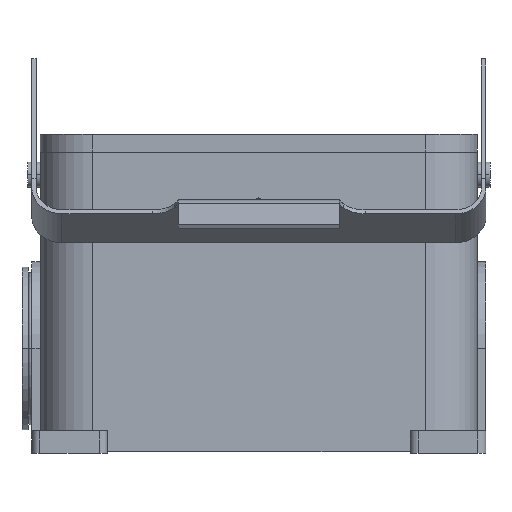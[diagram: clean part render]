
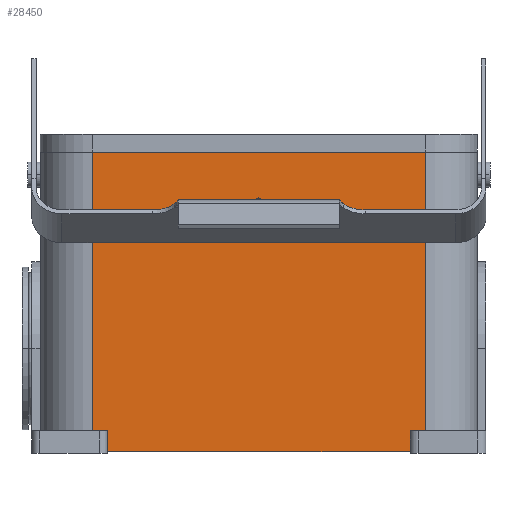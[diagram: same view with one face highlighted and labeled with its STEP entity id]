
A CAD part, front view. The second image highlights one B-rep face of the part: STEP entity #28450.
In plain terms, the highlighted planar face has unit normal (0, -1, 0).
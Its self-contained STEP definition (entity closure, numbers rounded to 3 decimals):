
#17210=CARTESIAN_POINT('',(51.75,-45.5,34.7));
#17220=VERTEX_POINT('',#17210);
#17250=CARTESIAN_POINT('',(-51.75,-45.5,34.7));
#17260=DIRECTION('',(1.,0.,0.));
#17270=VECTOR('',#17260,1.);
#17280=LINE('',#17250,#17270);
#17290=CARTESIAN_POINT('',(-51.75,-45.5,34.7));
#17300=VERTEX_POINT('',#17290);
#17310=EDGE_CURVE('',#17300,#17220,#17280,.T.);
#20950=CARTESIAN_POINT('',(-51.75,-45.5,-51.8));
#20960=VERTEX_POINT('',#20950);
#20990=CARTESIAN_POINT('',(0.,-45.5,-51.8));
#21000=DIRECTION('',(1.,0.,0.));
#21010=VECTOR('',#21000,1.);
#21020=LINE('',#20990,#21010);
#21030=CARTESIAN_POINT('',(-47.,-45.5,-51.8));
#21040=VERTEX_POINT('',#21030);
#21050=EDGE_CURVE('',#20960,#21040,#21020,.T.);
#26400=CARTESIAN_POINT('',(-47.,-45.5,0.)
);
#26410=DIRECTION('',(0.,0.,1.));
#26420=VECTOR('',#26410,1.);
#26430=LINE('',#26400,#26420);
#26440=CARTESIAN_POINT('',(-47.,-45.5,-58.3));
#26450=VERTEX_POINT('',#26440);
#26460=EDGE_CURVE('',#26450,#21040,#26430,.T.);
#27650=CARTESIAN_POINT('',(51.75,-45.5,2.));
#27660=DIRECTION('',(0.,-1.,0.));
#27670=DIRECTION('',(0.,0.,-1.));
#27680=AXIS2_PLACEMENT_3D('',#27650,#27660,#27670);
#27690=PLANE('',#27680);
#27700=CARTESIAN_POINT('',(9.75,-45.5,15.));
#27710=DIRECTION('',(-0.866,0.,-0.5));
#27720=VECTOR('',#27710,1.);
#27730=LINE('',#27700,#27720);
#27740=CARTESIAN_POINT('',(9.75,-45.5,15.));
#27750=VERTEX_POINT('',#27740);
#27760=CARTESIAN_POINT('',(0.,-45.5,
9.375));
#27770=VERTEX_POINT('',#27760);
#27780=EDGE_CURVE('',#27750,#27770,#27730,.T.);
#27790=ORIENTED_EDGE('',*,*,#27780,.T.);
#27800=CARTESIAN_POINT('',(0.,-45.5,20.625));
#27810=DIRECTION('',(0.866,0.,-0.5));
#27820=VECTOR('',#27810,1.);
#27830=LINE('',#27800,#27820);
#27840=CARTESIAN_POINT('',(0.,-45.5,20.625));
#27850=VERTEX_POINT('',#27840);
#27860=EDGE_CURVE('',#27850,#27750,#27830,.T.);
#27870=ORIENTED_EDGE('',*,*,#27860,.T.);
#27880=CARTESIAN_POINT('',(-9.75,-45.5,15.));
#27890=DIRECTION('',(0.866,0.,0.5));
#27900=VECTOR('',#27890,1.);
#27910=LINE('',#27880,#27900);
#27920=CARTESIAN_POINT('',(-9.75,-45.5,15.));
#27930=VERTEX_POINT('',#27920);
#27940=EDGE_CURVE('',#27930,#27850,#27910,.T.);
#27950=ORIENTED_EDGE('',*,*,#27940,.T.);
#27960=CARTESIAN_POINT('',(0.,-45.5,9.375))
;
#27970=DIRECTION('',(-0.866,0.,0.5));
#27980=VECTOR('',#27970,1.);
#27990=LINE('',#27960,#27980);
#28000=EDGE_CURVE('',#27770,#27930,#27990,.T.);
#28010=ORIENTED_EDGE('',*,*,#28000,.T.);
#28020=EDGE_LOOP('',(#28010,#27950,#27870,#27790));
#28030=FACE_BOUND('',#28020,.T.);
#28040=ORIENTED_EDGE('',*,*,#21050,.T.);
#28050=CARTESIAN_POINT('',(-51.75,-45.5,-50.8));
#28060=DIRECTION('',(0.,0.,1.));
#28070=VECTOR('',#28060,1.);
#28080=LINE('',#28050,#28070);
#28090=EDGE_CURVE('',#20960,#17300,#28080,.T.);
#28100=ORIENTED_EDGE('',*,*,#28090,.F.);
#28110=ORIENTED_EDGE('',*,*,#17310,.F.);
#28120=CARTESIAN_POINT('',(51.75,-45.5,34.7));
#28130=DIRECTION('',(0.,0.,-1.));
#28140=VECTOR('',#28130,1.);
#28150=LINE('',#28120,#28140);
#28160=CARTESIAN_POINT('',(51.75,-45.5,-51.8));
#28170=VERTEX_POINT('',#28160);
#28180=EDGE_CURVE('',#17220,#28170,#28150,.T.);
#28190=ORIENTED_EDGE('',*,*,#28180,.F.);
#28200=CARTESIAN_POINT('',(0.,-45.5,-51.8));
#28210=DIRECTION('',(1.,0.,0.));
#28220=VECTOR('',#28210,1.);
#28230=LINE('',#28200,#28220);
#28240=CARTESIAN_POINT('',(47.,-45.5,-51.8));
#28250=VERTEX_POINT('',#28240);
#28260=EDGE_CURVE('',#28250,#28170,#28230,.T.);
#28270=ORIENTED_EDGE('',*,*,#28260,.T.);
#28280=CARTESIAN_POINT('',(47.,-45.5,0.))
;
#28290=DIRECTION('',(0.,0.,-1.));
#28300=VECTOR('',#28290,1.);
#28310=LINE('',#28280,#28300);
#28320=CARTESIAN_POINT('',(47.,-45.5,-58.3));
#28330=VERTEX_POINT('',#28320);
#28340=EDGE_CURVE('',#28250,#28330,#28310,.T.);
#28350=ORIENTED_EDGE('',*,*,#28340,.F.);
#28360=CARTESIAN_POINT('',(-47.,-45.5,-58.3));
#28370=DIRECTION('',(1.,0.,0.));
#28380=VECTOR('',#28370,1.);
#28390=LINE('',#28360,#28380);
#28400=EDGE_CURVE('',#26450,#28330,#28390,.T.);
#28410=ORIENTED_EDGE('',*,*,#28400,.T.);
#28420=ORIENTED_EDGE('',*,*,#26460,.F.);
#28430=EDGE_LOOP('',(#28420,#28410,#28350,#28270,#28190,#28110,#28100,
#28040));
#28440=FACE_OUTER_BOUND('',#28430,.T.);
#28450=ADVANCED_FACE('',(#28030,#28440),#27690,.T.);
